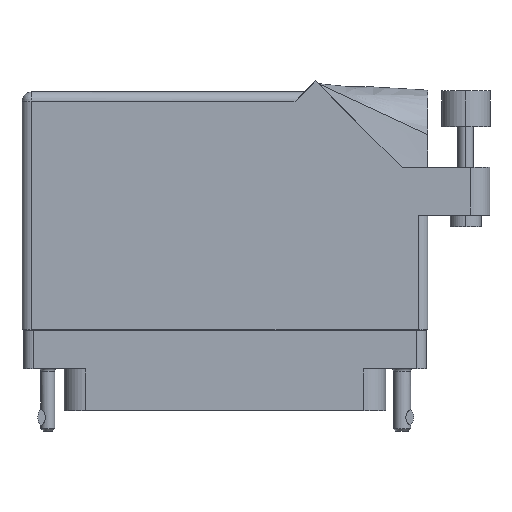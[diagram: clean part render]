
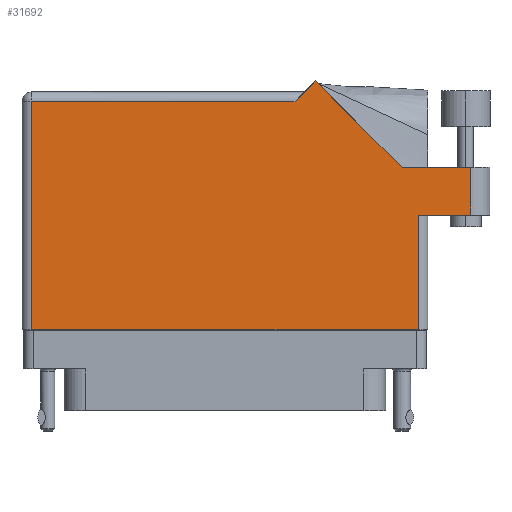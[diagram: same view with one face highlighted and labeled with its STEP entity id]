
A CAD part, front view. The second image highlights one B-rep face of the part: STEP entity #31692.
In plain terms, the highlighted face is planar.
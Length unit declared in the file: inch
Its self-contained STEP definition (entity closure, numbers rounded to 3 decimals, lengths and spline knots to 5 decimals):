
#655 = ORIENTED_EDGE ( 'NONE', *, *, #9746, .T. ) ;
#668 = CARTESIAN_POINT ( 'NONE',  ( 1.244, 0.637, 0.455 ) ) ;
#1644 = LINE ( 'NONE', #7767, #51776 ) ;
#3013 = CARTESIAN_POINT ( 'NONE',  ( -1.244, -0.1, 0.455 ) ) ;
#4436 = VERTEX_POINT ( 'NONE', #668 ) ;
#5407 = CARTESIAN_POINT ( 'NONE',  ( 0.451, 1.368, 0.455 ) ) ;
#6552 = LINE ( 'NONE', #3013, #41858 ) ;
#6823 = VECTOR ( 'NONE', #24757, 39.37008 ) ;
#7767 = CARTESIAN_POINT ( 'NONE',  ( 1.581, 0.944, 0.455 ) ) ;
#8545 = DIRECTION ( 'NONE',  ( 1., 0., 0. ) ) ;
#9357 = DIRECTION ( 'NONE',  ( -0.707, 0.707, 0. ) ) ;
#9746 = EDGE_CURVE ( 'NONE', #4436, #57111, #39615, .T. ) ;
#9824 = DIRECTION ( 'NONE',  ( 1., 0., 0. ) ) ;
#10177 = VECTOR ( 'NONE', #8545, 39.37008 ) ;
#12042 = DIRECTION ( 'NONE',  ( -1., 0., 0. ) ) ;
#12269 = VECTOR ( 'NONE', #57393, 39.37008 ) ;
#13393 = ORIENTED_EDGE ( 'NONE', *, *, #19219, .T. ) ;
#14529 = VECTOR ( 'NONE', #9824, 39.37008 ) ;
#14756 = CARTESIAN_POINT ( 'NONE',  ( -1.306, -0.1, 0.455 ) ) ;
#16565 = LINE ( 'NONE', #36961, #59304 ) ;
#17135 = VECTOR ( 'NONE', #54044, 39.37008 ) ;
#17478 = ORIENTED_EDGE ( 'NONE', *, *, #35588, .T. ) ;
#19219 = EDGE_CURVE ( 'NONE', #39536, #4436, #20776, .T. ) ;
#20078 = PLANE ( 'NONE',  #41167 ) ;
#20449 = LINE ( 'NONE', #14756, #14529 ) ;
#20473 = CARTESIAN_POINT ( 'NONE',  ( 0.513, 1.43, 0.455 ) ) ;
#20776 = LINE ( 'NONE', #21107, #17135 ) ;
#21107 = CARTESIAN_POINT ( 'NONE',  ( 1.244, 0.637, 0.455 ) ) ;
#21822 = CARTESIAN_POINT ( 'NONE',  ( 1.244, -0.1, 0.455 ) ) ;
#22674 = LINE ( 'NONE', #22789, #32892 ) ;
#22789 = CARTESIAN_POINT ( 'NONE',  ( -1.306, 1.368, 0.455 ) ) ;
#24757 = DIRECTION ( 'NONE',  ( -0.707, -0.707, 0. ) ) ;
#26267 = LINE ( 'NONE', #52808, #12269 ) ;
#26643 = EDGE_CURVE ( 'NONE', #37230, #52492, #26267, .T. ) ;
#28375 = CARTESIAN_POINT ( 'NONE',  ( 1.581, 0.637, 0.455 ) ) ;
#28413 = CARTESIAN_POINT ( 'NONE',  ( 0.58371, 1.50071, 0.455 ) ) ;
#30777 = DIRECTION ( 'NONE',  ( 0., 0., -1. ) ) ;
#31413 = EDGE_CURVE ( 'NONE', #58887, #31860, #6552, .T. ) ;
#31692 = ADVANCED_FACE ( 'NONE', ( #56730 ), #20078, .F. ) ;
#31860 = VERTEX_POINT ( 'NONE', #42398 ) ;
#32219 = CARTESIAN_POINT ( 'NONE',  ( 1.306, 0.637, 0.455 ) ) ;
#32288 = VERTEX_POINT ( 'NONE', #28413 ) ;
#32625 = DIRECTION ( 'NONE',  ( -1., 0., 0. ) ) ;
#32892 = VECTOR ( 'NONE', #32625, 39.37008 ) ;
#35588 = EDGE_CURVE ( 'NONE', #57111, #37230, #1644, .T. ) ;
#36661 = EDGE_CURVE ( 'NONE', #32288, #42030, #39931, .T. ) ;
#36961 = CARTESIAN_POINT ( 'NONE',  ( 1.14042, 0.944, 0.455 ) ) ;
#37230 = VERTEX_POINT ( 'NONE', #54299 ) ;
#38568 = ORIENTED_EDGE ( 'NONE', *, *, #57110, .T. ) ;
#39536 = VERTEX_POINT ( 'NONE', #21822 ) ;
#39615 = LINE ( 'NONE', #32219, #10177 ) ;
#39627 = ORIENTED_EDGE ( 'NONE', *, *, #36661, .T. ) ;
#39931 = LINE ( 'NONE', #20473, #6823 ) ;
#40056 = EDGE_LOOP ( 'NONE', ( #655, #17478, #52098, #54533, #39627, #50103, #42578, #38568, #13393 ) ) ;
#41167 = AXIS2_PLACEMENT_3D ( 'NONE', #57774, #30777, #12042 ) ;
#41858 = VECTOR ( 'NONE', #50143, 39.37008 ) ;
#42030 = VERTEX_POINT ( 'NONE', #5407 ) ;
#42398 = CARTESIAN_POINT ( 'NONE',  ( -1.244, -0.1, 0.455 ) ) ;
#42578 = ORIENTED_EDGE ( 'NONE', *, *, #31413, .T. ) ;
#47201 = CARTESIAN_POINT ( 'NONE',  ( 1.14042, 0.944, 0.455 ) ) ;
#48834 = EDGE_CURVE ( 'NONE', #52492, #32288, #16565, .T. ) ;
#50103 = ORIENTED_EDGE ( 'NONE', *, *, #57700, .T. ) ;
#50138 = DIRECTION ( 'NONE',  ( 0., 1., 0. ) ) ;
#50143 = DIRECTION ( 'NONE',  ( 0., -1., 0. ) ) ;
#51776 = VECTOR ( 'NONE', #50138, 39.37008 ) ;
#52098 = ORIENTED_EDGE ( 'NONE', *, *, #26643, .T. ) ;
#52492 = VERTEX_POINT ( 'NONE', #47201 ) ;
#52808 = CARTESIAN_POINT ( 'NONE',  ( 1.706, 0.944, 0.455 ) ) ;
#54044 = DIRECTION ( 'NONE',  ( 0., 1., 0. ) ) ;
#54299 = CARTESIAN_POINT ( 'NONE',  ( 1.581, 0.944, 0.455 ) ) ;
#54533 = ORIENTED_EDGE ( 'NONE', *, *, #48834, .T. ) ;
#56730 = FACE_OUTER_BOUND ( 'NONE', #40056, .T. ) ;
#57110 = EDGE_CURVE ( 'NONE', #31860, #39536, #20449, .T. ) ;
#57111 = VERTEX_POINT ( 'NONE', #28375 ) ;
#57393 = DIRECTION ( 'NONE',  ( -1., 0., 0. ) ) ;
#57700 = EDGE_CURVE ( 'NONE', #42030, #58887, #22674, .T. ) ;
#57774 = CARTESIAN_POINT ( 'NONE',  ( -1.306, 1.43, 0.455 ) ) ;
#58887 = VERTEX_POINT ( 'NONE', #61072 ) ;
#59304 = VECTOR ( 'NONE', #9357, 39.37008 ) ;
#61072 = CARTESIAN_POINT ( 'NONE',  ( -1.244, 1.368, 0.455 ) ) ;
